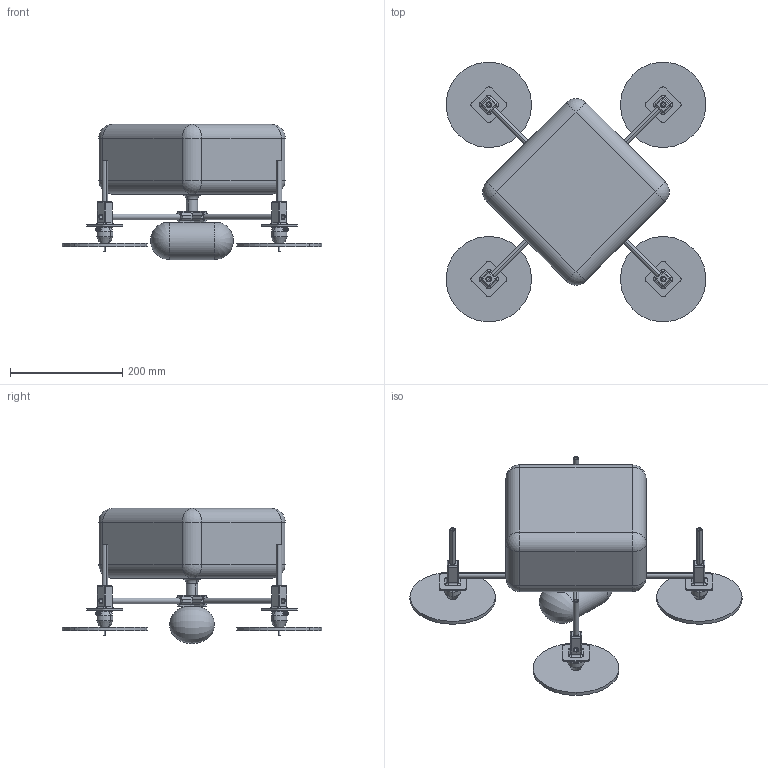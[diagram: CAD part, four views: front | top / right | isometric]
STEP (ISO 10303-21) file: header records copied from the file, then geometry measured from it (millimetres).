
FILE_DESCRIPTION((''),'2;1');
FILE_NAME('UAV_ASM','2022-10-07T14:20:20',('metelkma'),(''),'CREO PARAMETRIC BY PTC INC, 2020354','CREO PARAMETRIC BY PTC INC, 2020354','');
FILE_SCHEMA(('CONFIG_CONTROL_DESIGN'));
Length unit declared in the file: millimetre
Products named in the file (27): ORIENT; 0394OD_PARA_HUB_4; ARM_4; FLANGE_4; MOTOR_4; PROP_4; LEG_4; MAINCARGOCASE; ARM_2; FLANGE_2; MOTOR_2; PROP_2; LEG_2; ARM_1; FLANGE_1; MOTOR_1; PROP_1; LEG_1; CAPSULE_FUSELAGE; BATTERY_1; BATTERY_2; ARM_3; FLANGE_3; LEG_3; MOTOR_3; PROP_3; UAV_ASM
Assembly tree (26 placements, depth 2):
  UAV_ASM
    ORIENT
    0394OD_PARA_HUB_4
    ARM_4
    FLANGE_4
    MOTOR_4
    PROP_4
    LEG_4
    MAINCARGOCASE
    ARM_2
    FLANGE_2
    MOTOR_2
    PROP_2
    LEG_2
    ARM_1
    FLANGE_1
    MOTOR_1
    PROP_1
    LEG_1
    CAPSULE_FUSELAGE
    BATTERY_1
    BATTERY_2
    ARM_3
    FLANGE_3
    LEG_3
    MOTOR_3
    PROP_3
Bounding box: 462.95 x 462.95 x 241.64 mm (x, y, z)
Volume: 1536971 mm3; surface area: 827935.1 mm2
Topology: 37 solids, 40 shells, 532 faces, 1148 edges, 706 vertices
Faces by surface type: cylinder 282, plane 175, sphere 32, torus 18, cone 16, revolution 6, extrusion 3
Entity records: 15841 total; most frequent: CARTESIAN_POINT 3489, DIRECTION 2699, ORIENTED_EDGE 2280, EDGE_CURVE 1140, AXIS2_PLACEMENT_3D 1073, VERTEX_POINT 706, EDGE_LOOP 592, VECTOR 547
